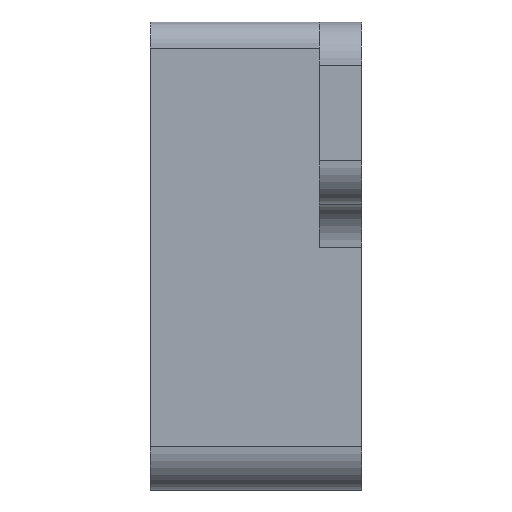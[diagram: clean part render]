
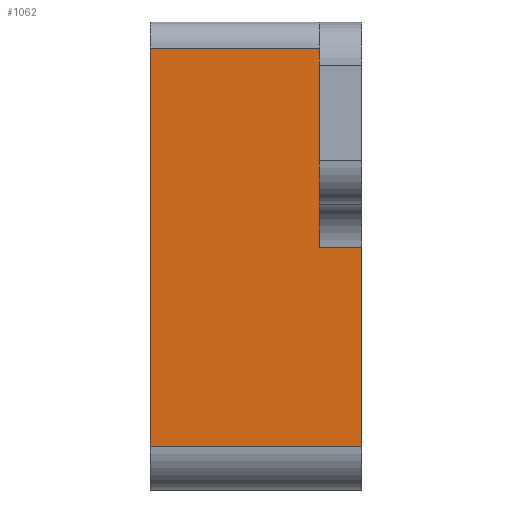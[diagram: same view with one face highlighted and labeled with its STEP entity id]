
A CAD part, left-side view. The second image highlights one B-rep face of the part: STEP entity #1062.
In plain terms, the highlighted planar face has unit normal (-1, 0, 0).
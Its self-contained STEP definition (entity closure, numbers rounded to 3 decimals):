
#93 = CARTESIAN_POINT ( 'NONE',  ( 25.4, 17.95, -363. ) ) ;
#99 = VECTOR ( 'NONE', #1118, 1000. ) ;
#103 = DIRECTION ( 'NONE',  ( 0., -1., 0. ) ) ;
#180 = ORIENTED_EDGE ( 'NONE', *, *, #2198, .T. ) ;
#189 = LINE ( 'NONE', #1732, #1417 ) ;
#255 = LINE ( 'NONE', #685, #1420 ) ;
#301 = VERTEX_POINT ( 'NONE', #1174 ) ;
#352 = VECTOR ( 'NONE', #103, 1000. ) ;
#376 = VERTEX_POINT ( 'NONE', #2159 ) ;
#533 = CARTESIAN_POINT ( 'NONE',  ( 25.4, 27.45, -317. ) ) ;
#620 = AXIS2_PLACEMENT_3D ( 'NONE', #1908, #1292, #1698 ) ;
#629 = ORIENTED_EDGE ( 'NONE', *, *, #1314, .T. ) ;
#630 = ORIENTED_EDGE ( 'NONE', *, *, #1581, .T. ) ;
#685 = CARTESIAN_POINT ( 'NONE',  ( 25.4, 7.95, -340. ) ) ;
#832 = VECTOR ( 'NONE', #1901, 1000. ) ;
#944 = VERTEX_POINT ( 'NONE', #2239 ) ;
#1062 = ADVANCED_FACE ( 'NONE', ( #1612 ), #1899, .F. ) ;
#1118 = DIRECTION ( 'NONE',  ( 0., 1., 0. ) ) ;
#1174 = CARTESIAN_POINT ( 'NONE',  ( 25.4, 7.95, -340. ) ) ;
#1286 = DIRECTION ( 'NONE',  ( 0., 0., -1. ) ) ;
#1292 = DIRECTION ( 'NONE',  ( 1., 0., 0. ) ) ;
#1297 = CARTESIAN_POINT ( 'NONE',  ( 25.4, 17.95, -340. ) ) ;
#1313 = ORIENTED_EDGE ( 'NONE', *, *, #2373, .F. ) ;
#1314 = EDGE_CURVE ( 'NONE', #376, #1728, #2077, .T. ) ;
#1349 = LINE ( 'NONE', #1297, #99 ) ;
#1368 = CARTESIAN_POINT ( 'NONE',  ( 25.4, 17.95, -317. ) ) ;
#1417 = VECTOR ( 'NONE', #1495, 1000. ) ;
#1420 = VECTOR ( 'NONE', #1286, 1000. ) ;
#1495 = DIRECTION ( 'NONE',  ( 0., 0., 1. ) ) ;
#1501 = ORIENTED_EDGE ( 'NONE', *, *, #2310, .T. ) ;
#1544 = VECTOR ( 'NONE', #1572, 1000. ) ;
#1572 = DIRECTION ( 'NONE',  ( 0., 1., 0. ) ) ;
#1581 = EDGE_CURVE ( 'NONE', #2109, #944, #2258, .T. ) ;
#1600 = ORIENTED_EDGE ( 'NONE', *, *, #2165, .F. ) ;
#1612 = FACE_OUTER_BOUND ( 'NONE', #2449, .T. ) ;
#1698 = DIRECTION ( 'NONE',  ( 0., 0., -1. ) ) ;
#1700 = CARTESIAN_POINT ( 'NONE',  ( 25.4, 3., -368. ) ) ;
#1728 = VERTEX_POINT ( 'NONE', #533 ) ;
#1732 = CARTESIAN_POINT ( 'NONE',  ( 25.4, 27.45, -363. ) ) ;
#1853 = VERTEX_POINT ( 'NONE', #1962 ) ;
#1876 = CARTESIAN_POINT ( 'NONE',  ( 25.4, 27.45, -363. ) ) ;
#1899 = PLANE ( 'NONE',  #620 ) ;
#1901 = DIRECTION ( 'NONE',  ( 0., 0., 1. ) ) ;
#1908 = CARTESIAN_POINT ( 'NONE',  ( 25.4, 17.95, -368. ) ) ;
#1962 = CARTESIAN_POINT ( 'NONE',  ( 25.4, 3., -340. ) ) ;
#2077 = LINE ( 'NONE', #1368, #1544 ) ;
#2109 = VERTEX_POINT ( 'NONE', #1876 ) ;
#2132 = LINE ( 'NONE', #1700, #832 ) ;
#2159 = CARTESIAN_POINT ( 'NONE',  ( 25.4, 7.95, -317. ) ) ;
#2165 = EDGE_CURVE ( 'NONE', #376, #301, #255, .T. ) ;
#2198 = EDGE_CURVE ( 'NONE', #944, #1853, #2132, .T. ) ;
#2239 = CARTESIAN_POINT ( 'NONE',  ( 25.4, 3., -363. ) ) ;
#2258 = LINE ( 'NONE', #93, #352 ) ;
#2310 = EDGE_CURVE ( 'NONE', #1853, #301, #1349, .T. ) ;
#2373 = EDGE_CURVE ( 'NONE', #2109, #1728, #189, .T. ) ;
#2449 = EDGE_LOOP ( 'NONE', ( #1600, #629, #1313, #630, #180, #1501 ) ) ;
